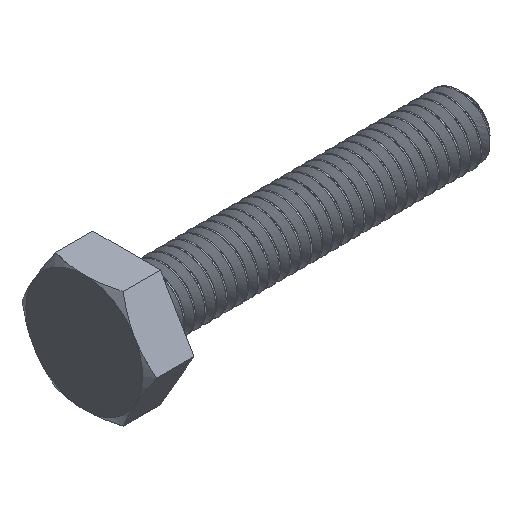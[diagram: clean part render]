
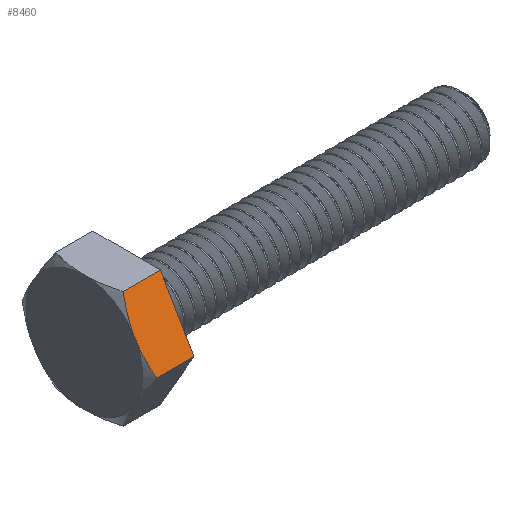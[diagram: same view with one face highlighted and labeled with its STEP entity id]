
A CAD part, isometric view. The second image highlights one B-rep face of the part: STEP entity #8460.
In plain terms, the highlighted planar face has unit normal (0, 0.866, -0.5).
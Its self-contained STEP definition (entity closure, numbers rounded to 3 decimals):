
#774 = DIRECTION ( 'NONE',  ( 0., 0.5, 0.866 ) ) ;
#964 = CARTESIAN_POINT ( 'NONE',  ( -7., -3.175, 0. ) ) ;
#1025 = CARTESIAN_POINT ( 'NONE',  ( -8.852, -2.994, 0.313 ) ) ;
#1076 = VERTEX_POINT ( 'NONE', #6958 ) ;
#1390 = FACE_OUTER_BOUND ( 'NONE', #1522, .T. ) ;
#1522 = EDGE_LOOP ( 'NONE', ( #5346, #11195, #13477, #17003, #1949 ) ) ;
#1949 = ORIENTED_EDGE ( 'NONE', *, *, #6297, .T. ) ;
#2474 = CARTESIAN_POINT ( 'NONE',  ( -8.937, -2.773, 0.698 ) ) ;
#2540 = CARTESIAN_POINT ( 'NONE',  ( -9., -2.32, 1.481 ) ) ;
#2744 = CARTESIAN_POINT ( 'NONE',  ( -8.754, -1.588, 2.75 ) ) ;
#3400 = LINE ( 'NONE', #14183, #15288 ) ;
#3627 = DIRECTION ( 'NONE',  ( 0., -0.5, -0.866 ) ) ;
#3759 = CARTESIAN_POINT ( 'NONE',  ( -7., -3.175, 0. ) ) ;
#3806 = CARTESIAN_POINT ( 'NONE',  ( -8.902, -2.874, 0.522 ) ) ;
#4250 = VERTEX_POINT ( 'NONE', #3759 ) ;
#4963 = LINE ( 'NONE', #15433, #13941 ) ;
#5198 = CARTESIAN_POINT ( 'NONE',  ( -8.797, -3.102, 0.127 ) ) ;
#5245 = PLANE ( 'NONE',  #10170 ) ;
#5346 = ORIENTED_EDGE ( 'NONE', *, *, #18342, .T. ) ;
#5372 = CARTESIAN_POINT ( 'NONE',  ( -9., -2.382, 1.375 ) ) ;
#6297 = EDGE_CURVE ( 'NONE', #10959, #4250, #15804, .T. ) ;
#6487 = VERTEX_POINT ( 'NONE', #11268 ) ;
#6645 = CARTESIAN_POINT ( 'NONE',  ( -8.932, -2.79, 0.668 ) ) ;
#6693 = CARTESIAN_POINT ( 'NONE',  ( -9., -3.175, 0. ) ) ;
#6765 = CARTESIAN_POINT ( 'NONE',  ( -9., -2.382, 1.375 ) ) ;
#6946 = CARTESIAN_POINT ( 'NONE',  ( -8.947, -2.023, 1.996 ) ) ;
#6958 = CARTESIAN_POINT ( 'NONE',  ( -9., -2.382, 1.375 ) ) ;
#8343 = DIRECTION ( 'NONE',  ( 1., 0., 0. ) ) ;
#8459 = CARTESIAN_POINT ( 'NONE',  ( -8.839, -1.735, 2.495 ) ) ;
#8460 = ADVANCED_FACE ( 'NONE', ( #1390 ), #5245, .T. ) ;
#8524 = CARTESIAN_POINT ( 'NONE',  ( -8.951, -2.038, 1.97 ) ) ;
#9082 = VECTOR ( 'NONE', #3627, 1000. ) ;
#9638 = CARTESIAN_POINT ( 'NONE',  ( -8.981, -2.63, 0.946 ) ) ;
#10170 = AXIS2_PLACEMENT_3D ( 'NONE', #6693, #16741, #774 ) ;
#10381 = B_SPLINE_CURVE_WITH_KNOTS ( 'NONE', 3,
 ( #13800, #5198, #1025, #3806, #15236, #6645, #2474, #9638, #10914, #5372 ),
 .UNSPECIFIED., .F., .F.,
 ( 4, 1, 1, 2, 2, 4 ),
 ( 0., 0.25, 0.375, 0.438, 0.5, 1. ),
 .UNSPECIFIED. ) ;
#10914 = CARTESIAN_POINT ( 'NONE',  ( -9., -2.504, 1.162 ) ) ;
#10959 = VERTEX_POINT ( 'NONE', #13349 ) ;
#11152 = CARTESIAN_POINT ( 'NONE',  ( -8.972, -2.117, 1.833 ) ) ;
#11195 = ORIENTED_EDGE ( 'NONE', *, *, #16594, .T. ) ;
#11268 = CARTESIAN_POINT ( 'NONE',  ( -8.754, -3.175, 0. ) ) ;
#13349 = CARTESIAN_POINT ( 'NONE',  ( -7., -1.588, 2.75 ) ) ;
#13477 = ORIENTED_EDGE ( 'NONE', *, *, #13728, .T. ) ;
#13728 = EDGE_CURVE ( 'NONE', #1076, #18179, #17041, .T. ) ;
#13800 = CARTESIAN_POINT ( 'NONE',  ( -8.754, -3.175, 0. ) ) ;
#13941 = VECTOR ( 'NONE', #15369, 1000. ) ;
#14044 = CARTESIAN_POINT ( 'NONE',  ( -8.754, -1.588, 2.75 ) ) ;
#14183 = CARTESIAN_POINT ( 'NONE',  ( -9., -1.588, 2.75 ) ) ;
#15236 = CARTESIAN_POINT ( 'NONE',  ( -8.92, -2.823, 0.61 ) ) ;
#15288 = VECTOR ( 'NONE', #8343, 1000. ) ;
#15369 = DIRECTION ( 'NONE',  ( -1., 0., 0. ) ) ;
#15433 = CARTESIAN_POINT ( 'NONE',  ( -9., -3.175, 0. ) ) ;
#15548 = CARTESIAN_POINT ( 'NONE',  ( -8.902, -1.874, 2.253 ) ) ;
#15804 = LINE ( 'NONE', #964, #9082 ) ;
#16594 = EDGE_CURVE ( 'NONE', #6487, #1076, #10381, .T. ) ;
#16741 = DIRECTION ( 'NONE',  ( 0., 0.866, -0.5 ) ) ;
#16940 = CARTESIAN_POINT ( 'NONE',  ( -8.993, -2.227, 1.642 ) ) ;
#17003 = ORIENTED_EDGE ( 'NONE', *, *, #18194, .T. ) ;
#17041 = B_SPLINE_CURVE_WITH_KNOTS ( 'NONE', 3,
 ( #6765, #2540, #16940, #11152, #17064, #8524, #6946, #15548, #8459, #14044 ),
 .UNSPECIFIED., .F., .F.,
 ( 4, 1, 1, 2, 2, 4 ),
 ( 0., 0.25, 0.375, 0.438, 0.5, 1. ),
 .UNSPECIFIED. ) ;
#17064 = CARTESIAN_POINT ( 'NONE',  ( -8.96, -2.07, 1.915 ) ) ;
#18179 = VERTEX_POINT ( 'NONE', #2744 ) ;
#18194 = EDGE_CURVE ( 'NONE', #18179, #10959, #3400, .T. ) ;
#18342 = EDGE_CURVE ( 'NONE', #4250, #6487, #4963, .T. ) ;
